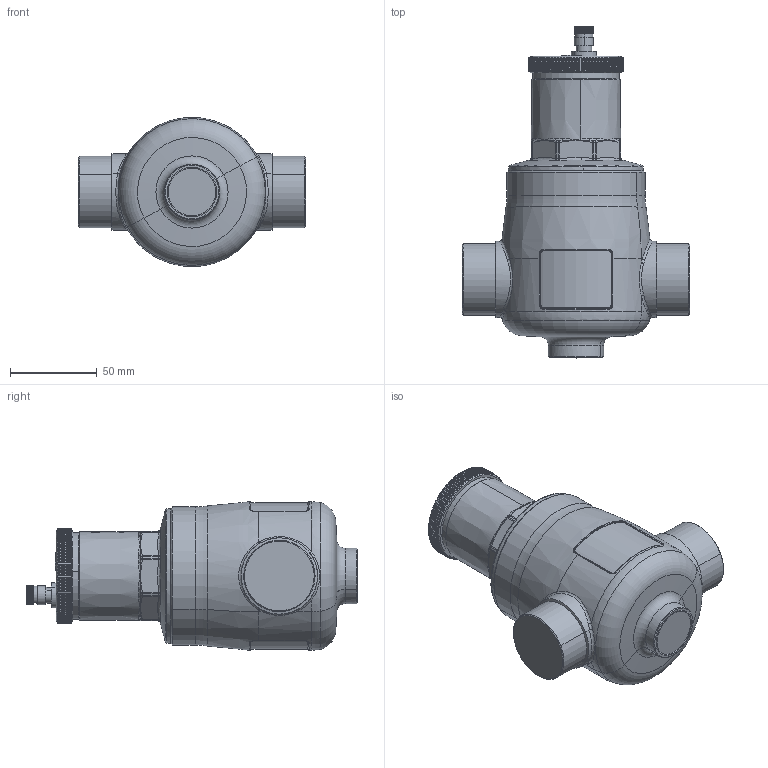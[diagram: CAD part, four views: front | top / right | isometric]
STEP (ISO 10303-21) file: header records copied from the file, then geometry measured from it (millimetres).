
FILE_DESCRIPTION(('CATIA V5 STEP Exchange','CAx-IF Rec.Pracs.--- Model Styling and Organization---1.5--- 2016-08-15','CAx-IF Rec.Pracs.---Supplemental Geometry---1.0---2011-11-01','CAx-IF Rec.Pracs.--- Composite Materials ---3.4---2017-06-13','CAx-IF Rec.Pracs.---Tessellated 3D Geometry---1.0---2015-12-17'),'2;1');
FILE_NAME('STEP_551035A_-_TST.stp','2023-07-18T13:54:11+00:00',('none'),('none'),'CATIA Version 5-6 Release 2020 SP5','CATIA V5 STEP AP242 v2','none');
FILE_SCHEMA(('AP242_MANAGED_MODEL_BASED_3D_ENGINEERING_MIM_LF {1 0 10303 442 1 1 4}'));
Length unit declared in the file: millimetre
Products named in the file (1): 551035A - TST
Bounding box: 131 x 191.3 x 85.9 mm (x, y, z)
Volume: 747854.3 mm3; surface area: 53559.8 mm2
Topology: 1 solids, 1 shells, 1081 faces, 2921 edges, 1837 vertices
Faces by surface type: cylinder 513, plane 293, bspline 153, torus 54, cone 47, sphere 19, revolution 2
Entity records: 44265 total; most frequent: CARTESIAN_POINT 20549, ORIENTED_EDGE 5810, DIRECTION 2926, EDGE_CURVE 2905, VERTEX_POINT 1837, B_SPLINE_CURVE_WITH_KNOTS 1447, AXIS2_PLACEMENT_3D 1282, EDGE_LOOP 1092
